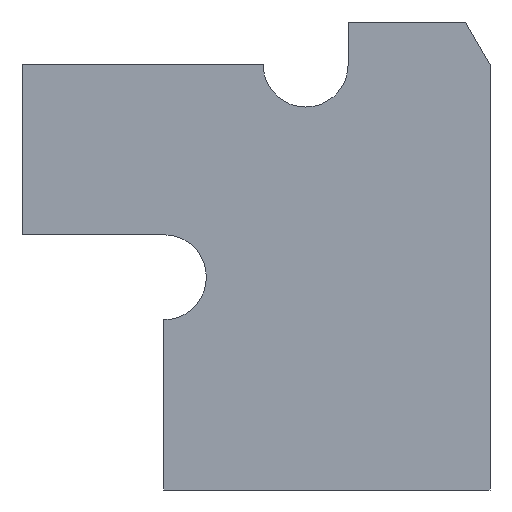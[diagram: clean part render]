
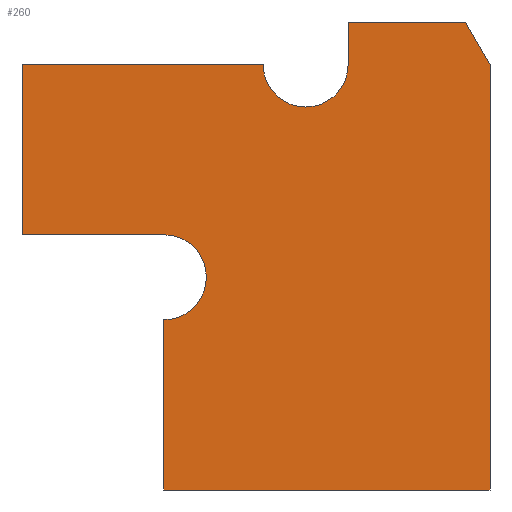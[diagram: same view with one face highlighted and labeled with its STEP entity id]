
A CAD part, front view. The second image highlights one B-rep face of the part: STEP entity #260.
In plain terms, the highlighted planar face has unit normal (0, -1, 0).
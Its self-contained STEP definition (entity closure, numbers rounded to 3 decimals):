
#17=PLANE('',#299);
#29=FACE_OUTER_BOUND('',#43,.T.);
#43=EDGE_LOOP('',(#188,#189,#190,#191,#192,#193,#194,#195,#196,#197,#198));
#59=LINE('',#398,#89);
#60=LINE('',#400,#90);
#61=LINE('',#402,#91);
#62=LINE('',#406,#92);
#63=LINE('',#408,#93);
#64=LINE('',#410,#94);
#65=LINE('',#412,#95);
#66=LINE('',#414,#96);
#67=LINE('',#416,#97);
#89=VECTOR('',#327,10.);
#90=VECTOR('',#328,10.);
#91=VECTOR('',#329,10.);
#92=VECTOR('',#332,10.);
#93=VECTOR('',#333,10.);
#94=VECTOR('',#334,10.);
#95=VECTOR('',#335,10.);
#96=VECTOR('',#336,10.);
#97=VECTOR('',#337,10.);
#120=CIRCLE('',#300,1.5);
#121=CIRCLE('',#301,1.5);
#126=VERTEX_POINT('',#396);
#127=VERTEX_POINT('',#397);
#128=VERTEX_POINT('',#399);
#129=VERTEX_POINT('',#401);
#130=VERTEX_POINT('',#403);
#131=VERTEX_POINT('',#405);
#132=VERTEX_POINT('',#407);
#133=VERTEX_POINT('',#409);
#134=VERTEX_POINT('',#411);
#135=VERTEX_POINT('',#413);
#136=VERTEX_POINT('',#415);
#151=EDGE_CURVE('',#126,#127,#59,.T.);
#152=EDGE_CURVE('',#127,#128,#60,.T.);
#153=EDGE_CURVE('',#128,#129,#61,.T.);
#154=EDGE_CURVE('',#129,#130,#120,.T.);
#155=EDGE_CURVE('',#130,#131,#62,.T.);
#156=EDGE_CURVE('',#131,#132,#63,.T.);
#157=EDGE_CURVE('',#132,#133,#64,.T.);
#158=EDGE_CURVE('',#133,#134,#65,.T.);
#159=EDGE_CURVE('',#134,#135,#66,.T.);
#160=EDGE_CURVE('',#135,#136,#67,.T.);
#161=EDGE_CURVE('',#136,#126,#121,.T.);
#188=ORIENTED_EDGE('',*,*,#151,.T.);
#189=ORIENTED_EDGE('',*,*,#152,.T.);
#190=ORIENTED_EDGE('',*,*,#153,.T.);
#191=ORIENTED_EDGE('',*,*,#154,.T.);
#192=ORIENTED_EDGE('',*,*,#155,.T.);
#193=ORIENTED_EDGE('',*,*,#156,.T.);
#194=ORIENTED_EDGE('',*,*,#157,.T.);
#195=ORIENTED_EDGE('',*,*,#158,.T.);
#196=ORIENTED_EDGE('',*,*,#159,.T.);
#197=ORIENTED_EDGE('',*,*,#160,.T.);
#198=ORIENTED_EDGE('',*,*,#161,.T.);
#260=ADVANCED_FACE('',(#29),#17,.F.);
#299=AXIS2_PLACEMENT_3D('',#395,#325,#326);
#300=AXIS2_PLACEMENT_3D('',#404,#330,#331);
#301=AXIS2_PLACEMENT_3D('',#417,#338,#339);
#325=DIRECTION('center_axis',(0.,1.,0.));
#326=DIRECTION('ref_axis',(0.,0.,1.));
#327=DIRECTION('',(-1.,0.,0.));
#328=DIRECTION('',(0.,0.,-1.));
#329=DIRECTION('',(1.,0.,0.));
#330=DIRECTION('center_axis',(0.,1.,0.));
#331=DIRECTION('ref_axis',(0.,0.,-1.));
#332=DIRECTION('',(0.,0.,-1.));
#333=DIRECTION('',(1.,0.,0.));
#334=DIRECTION('',(0.,0.,1.));
#335=DIRECTION('',(-0.5,0.,0.866));
#336=DIRECTION('',(-1.,0.,0.));
#337=DIRECTION('',(0.,0.,-1.));
#338=DIRECTION('center_axis',(0.,1.,0.));
#339=DIRECTION('ref_axis',(-1.,0.,0.));
#395=CARTESIAN_POINT('Origin',(3.25,-2.5,4.25));
#396=CARTESIAN_POINT('',(3.5,-2.5,11.));
#397=CARTESIAN_POINT('',(-5.,-2.5,11.));
#398=CARTESIAN_POINT('',(-5.,-2.5,11.));
#399=CARTESIAN_POINT('',(-5.,-2.5,5.));
#400=CARTESIAN_POINT('',(-5.,-2.5,5.));
#401=CARTESIAN_POINT('',(0.,-2.5,5.));
#402=CARTESIAN_POINT('',(0.,-2.5,5.));
#403=CARTESIAN_POINT('',(0.,-2.5,2.));
#404=CARTESIAN_POINT('Origin',(0.,-2.5,3.5));
#405=CARTESIAN_POINT('',(0.,-2.5,-4.));
#406=CARTESIAN_POINT('',(0.,-2.5,-4.));
#407=CARTESIAN_POINT('',(11.5,-2.5,-4.));
#408=CARTESIAN_POINT('',(11.5,-2.5,-4.));
#409=CARTESIAN_POINT('',(11.5,-2.5,11.));
#410=CARTESIAN_POINT('',(11.5,-2.5,11.));
#411=CARTESIAN_POINT('',(10.634,-2.5,12.5));
#412=CARTESIAN_POINT('',(10.634,-2.5,12.5));
#413=CARTESIAN_POINT('',(6.5,-2.5,12.5));
#414=CARTESIAN_POINT('',(6.5,-2.5,12.5));
#415=CARTESIAN_POINT('',(6.5,-2.5,11.));
#416=CARTESIAN_POINT('',(6.5,-2.5,11.));
#417=CARTESIAN_POINT('Origin',(5.,-2.5,11.));
